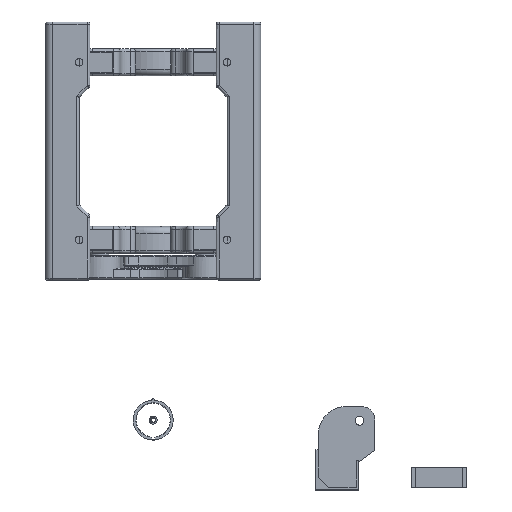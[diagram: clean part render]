
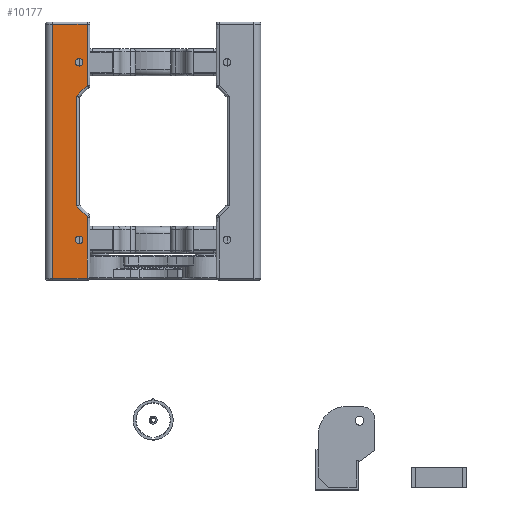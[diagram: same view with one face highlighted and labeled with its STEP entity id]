
A CAD part, top view. The second image highlights one B-rep face of the part: STEP entity #10177.
In plain terms, the highlighted planar face has unit normal (0, 0, 1).
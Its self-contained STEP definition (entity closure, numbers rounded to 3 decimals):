
#287=FACE_BOUND('',#2075,.T.);
#288=FACE_BOUND('',#2076,.T.);
#750=B_SPLINE_CURVE_WITH_KNOTS('',3,(#40942,#40943,#40944,#40945),
 .UNSPECIFIED.,.F.,.F.,(4,4),(-2.717,1.85),
 .UNSPECIFIED.);
#752=B_SPLINE_CURVE_WITH_KNOTS('',3,(#40969,#40970,#40971,#40972),
 .UNSPECIFIED.,.F.,.F.,(4,4),(-17.05,-12.483),
 .UNSPECIFIED.);
#909=PLANE('',#11396);
#1402=FACE_OUTER_BOUND('',#2074,.T.);
#2074=EDGE_LOOP('',(#8775,#8776,#8777,#8778,#8779,#8780,#8781,#8782));
#2075=EDGE_LOOP('',(#8783));
#2076=EDGE_LOOP('',(#8784));
#2751=CIRCLE('',#11397,2.75);
#2752=CIRCLE('',#11398,2.75);
#3432=LINE('',#40784,#4111);
#3434=LINE('',#40790,#4113);
#3435=LINE('',#40794,#4114);
#3441=LINE('',#40974,#4120);
#3442=LINE('',#40976,#4121);
#3443=LINE('',#40977,#4122);
#4111=VECTOR('',#14092,10.);
#4113=VECTOR('',#14098,10.);
#4114=VECTOR('',#14103,10.);
#4120=VECTOR('',#14123,10.);
#4121=VECTOR('',#14124,10.);
#4122=VECTOR('',#14125,10.);
#4965=VERTEX_POINT('',#40781);
#4966=VERTEX_POINT('',#40783);
#4968=VERTEX_POINT('',#40789);
#4969=VERTEX_POINT('',#40793);
#4973=VERTEX_POINT('',#40941);
#4974=VERTEX_POINT('',#40968);
#4975=VERTEX_POINT('',#40973);
#4976=VERTEX_POINT('',#40975);
#4977=VERTEX_POINT('',#40978);
#4978=VERTEX_POINT('',#40980);
#6256=EDGE_CURVE('',#4965,#4966,#3432,.T.);
#6259=EDGE_CURVE('',#4966,#4968,#3434,.T.);
#6261=EDGE_CURVE('',#4968,#4969,#3435,.T.);
#6273=EDGE_CURVE('',#4969,#4973,#750,.T.);
#6275=EDGE_CURVE('',#4974,#4965,#752,.T.);
#6276=EDGE_CURVE('',#4975,#4974,#3441,.T.);
#6277=EDGE_CURVE('',#4976,#4975,#3442,.T.);
#6278=EDGE_CURVE('',#4973,#4976,#3443,.T.);
#6279=EDGE_CURVE('',#4977,#4977,#2751,.T.);
#6280=EDGE_CURVE('',#4978,#4978,#2752,.T.);
#8775=ORIENTED_EDGE('',*,*,#6261,.F.);
#8776=ORIENTED_EDGE('',*,*,#6259,.F.);
#8777=ORIENTED_EDGE('',*,*,#6256,.F.);
#8778=ORIENTED_EDGE('',*,*,#6275,.F.);
#8779=ORIENTED_EDGE('',*,*,#6276,.F.);
#8780=ORIENTED_EDGE('',*,*,#6277,.F.);
#8781=ORIENTED_EDGE('',*,*,#6278,.F.);
#8782=ORIENTED_EDGE('',*,*,#6273,.F.);
#8783=ORIENTED_EDGE('',*,*,#6279,.T.);
#8784=ORIENTED_EDGE('',*,*,#6280,.T.);
#10177=ADVANCED_FACE('',(#1402,#287,#288),#909,.T.);
#11396=AXIS2_PLACEMENT_3D('',#40967,#14121,#14122);
#11397=AXIS2_PLACEMENT_3D('',#40979,#14126,#14127);
#11398=AXIS2_PLACEMENT_3D('',#40981,#14128,#14129);
#14092=DIRECTION('',(-0.707,-0.707,0.));
#14098=DIRECTION('',(0.,-1.,0.));
#14103=DIRECTION('',(0.707,-0.707,0.));
#14121=DIRECTION('center_axis',(0.,0.,1.));
#14122=DIRECTION('ref_axis',(0.,1.,0.));
#14123=DIRECTION('',(1.,0.,0.));
#14124=DIRECTION('',(0.,1.,0.));
#14125=DIRECTION('',(-1.,0.,0.));
#14126=DIRECTION('center_axis',(0.,0.,-1.));
#14127=DIRECTION('ref_axis',(1.,0.,0.));
#14128=DIRECTION('center_axis',(0.,0.,-1.));
#14129=DIRECTION('ref_axis',(1.,0.,0.));
#40781=CARTESIAN_POINT('',(-49.,48.828,56.));
#40783=CARTESIAN_POINT('',(-57.,40.828,56.));
#40784=CARTESIAN_POINT('',(-94.664,3.164,56.));
#40789=CARTESIAN_POINT('',(-57.,-40.828,56.));
#40790=CARTESIAN_POINT('',(-57.,-68.,56.));
#40793=CARTESIAN_POINT('',(-49.,-48.828,56.));
#40794=CARTESIAN_POINT('',(-41.664,-56.164,56.));
#40941=CARTESIAN_POINT('',(-49.,-94.5,56.));
#40942=CARTESIAN_POINT('Ctrl Pts',(-49.,-48.828,
56.));
#40943=CARTESIAN_POINT('Ctrl Pts',(-49.,-64.052,
56.));
#40944=CARTESIAN_POINT('Ctrl Pts',(-49.,-79.276,
56.));
#40945=CARTESIAN_POINT('Ctrl Pts',(-49.,-94.5,
56.));
#40967=CARTESIAN_POINT('Origin',(-72.,-96.,56.));
#40968=CARTESIAN_POINT('',(-49.,94.5,56.));
#40969=CARTESIAN_POINT('Ctrl Pts',(-49.,94.5,56.));
#40970=CARTESIAN_POINT('Ctrl Pts',(-49.,79.276,56.));
#40971=CARTESIAN_POINT('Ctrl Pts',(-49.,64.052,56.));
#40972=CARTESIAN_POINT('Ctrl Pts',(-49.,48.828,56.));
#40973=CARTESIAN_POINT('',(-75.,94.5,56.));
#40974=CARTESIAN_POINT('',(-72.,94.5,56.));
#40975=CARTESIAN_POINT('',(-75.,-94.5,56.));
#40976=CARTESIAN_POINT('',(-75.,-48.,56.));
#40977=CARTESIAN_POINT('',(-72.,-94.5,56.));
#40978=CARTESIAN_POINT('',(-57.75,66.,56.));
#40979=CARTESIAN_POINT('Origin',(-55.,66.,56.));
#40980=CARTESIAN_POINT('',(-57.75,-66.,56.));
#40981=CARTESIAN_POINT('Origin',(-55.,-66.,56.));
